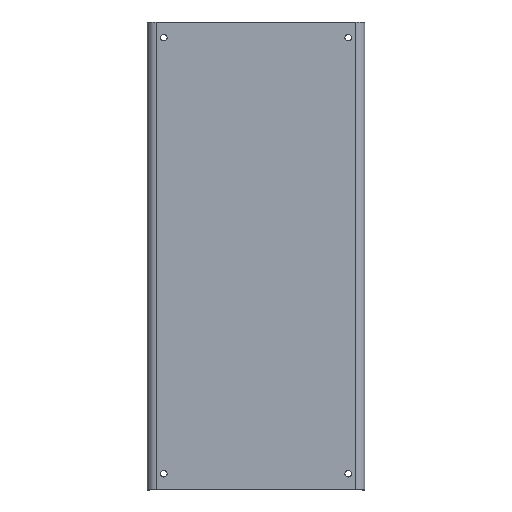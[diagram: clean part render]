
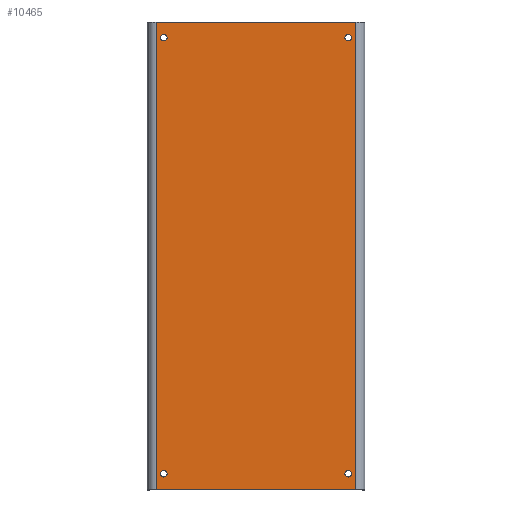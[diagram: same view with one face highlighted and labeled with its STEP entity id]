
A CAD part, top view. The second image highlights one B-rep face of the part: STEP entity #10465.
In plain terms, the highlighted planar face has unit normal (0, 0, 1).
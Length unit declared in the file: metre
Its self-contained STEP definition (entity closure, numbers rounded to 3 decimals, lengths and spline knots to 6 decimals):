
#13=CIRCLE('',#11004,0.002);
#15=CIRCLE('',#11007,0.002);
#17=CIRCLE('',#11010,0.002);
#19=CIRCLE('',#11013,0.002);
#828=ORIENTED_EDGE('',*,*,#3929,.F.);
#829=ORIENTED_EDGE('',*,*,#3931,.F.);
#830=ORIENTED_EDGE('',*,*,#3933,.F.);
#831=ORIENTED_EDGE('',*,*,#3935,.F.);
#832=ORIENTED_EDGE('',*,*,#3942,.F.);
#833=ORIENTED_EDGE('',*,*,#3925,.F.);
#834=ORIENTED_EDGE('',*,*,#3943,.T.);
#835=ORIENTED_EDGE('',*,*,#3936,.T.);
#3925=EDGE_CURVE('',#5484,#5486,#6525,.T.);
#3929=EDGE_CURVE('',#5489,#5489,#13,.T.);
#3931=EDGE_CURVE('',#5491,#5491,#15,.T.);
#3933=EDGE_CURVE('',#5493,#5493,#17,.T.);
#3935=EDGE_CURVE('',#5495,#5495,#19,.T.);
#3936=EDGE_CURVE('',#5496,#5497,#6528,.T.);
#3942=EDGE_CURVE('',#5486,#5497,#6534,.T.);
#3943=EDGE_CURVE('',#5484,#5496,#6535,.T.);
#5484=VERTEX_POINT('',#15212);
#5486=VERTEX_POINT('',#15215);
#5489=VERTEX_POINT('',#15223);
#5491=VERTEX_POINT('',#15228);
#5493=VERTEX_POINT('',#15233);
#5495=VERTEX_POINT('',#15238);
#5496=VERTEX_POINT('',#15241);
#5497=VERTEX_POINT('',#15242);
#6525=LINE('',#15214,#7557);
#6528=LINE('',#15240,#7560);
#6534=LINE('',#15252,#7566);
#6535=LINE('',#15253,#7567);
#7557=VECTOR('',#12064,1.);
#7560=VECTOR('',#12093,1.);
#7566=VECTOR('',#12103,1.);
#7567=VECTOR('',#12104,1.);
#8603=EDGE_LOOP('',(#828));
#8604=EDGE_LOOP('',(#829));
#8605=EDGE_LOOP('',(#830));
#8606=EDGE_LOOP('',(#831));
#8607=EDGE_LOOP('',(#832,#833,#834,#835));
#9405=FACE_BOUND('',#8603,.T.);
#9406=FACE_BOUND('',#8604,.T.);
#9407=FACE_BOUND('',#8605,.T.);
#9408=FACE_BOUND('',#8606,.T.);
#9409=FACE_BOUND('',#8607,.T.);
#10195=PLANE('',#11016);
#10465=ADVANCED_FACE('',(#9405,#9406,#9407,#9408,#9409),#10195,.T.);
#11004=AXIS2_PLACEMENT_3D('',#15222,#12071,#12072);
#11007=AXIS2_PLACEMENT_3D('',#15227,#12077,#12078);
#11010=AXIS2_PLACEMENT_3D('',#15232,#12083,#12084);
#11013=AXIS2_PLACEMENT_3D('',#15237,#12089,#12090);
#11016=AXIS2_PLACEMENT_3D('',#15251,#12101,#12102);
#12064=DIRECTION('',(-1.,0.,0.));
#12071=DIRECTION('',(0.,0.,1.));
#12072=DIRECTION('',(0.,-1.,0.));
#12077=DIRECTION('',(0.,0.,1.));
#12078=DIRECTION('',(0.,-1.,0.));
#12083=DIRECTION('',(0.,0.,1.));
#12084=DIRECTION('',(0.,-1.,0.));
#12089=DIRECTION('',(0.,0.,1.));
#12090=DIRECTION('',(0.,-1.,0.));
#12093=DIRECTION('',(-1.,0.,0.));
#12101=DIRECTION('',(0.,0.,1.));
#12102=DIRECTION('',(1.,0.,0.));
#12103=DIRECTION('',(0.,1.,0.));
#12104=DIRECTION('',(0.,1.,0.));
#15212=CARTESIAN_POINT('',(0.024689,-0.15288,0.1015));
#15214=CARTESIAN_POINT('',(-0.036311,-0.15288,0.1015));
#15215=CARTESIAN_POINT('',(-0.097311,-0.15288,0.1015));
#15222=CARTESIAN_POINT('',(-0.092711,0.12352,0.1015));
#15223=CARTESIAN_POINT('',(-0.092711,0.12152,0.1015));
#15227=CARTESIAN_POINT('',(0.020089,0.12352,0.1015));
#15228=CARTESIAN_POINT('',(0.020089,0.12152,0.1015));
#15232=CARTESIAN_POINT('',(0.020089,-0.14328,0.1015));
#15233=CARTESIAN_POINT('',(0.020089,-0.14528,0.1015));
#15237=CARTESIAN_POINT('',(-0.092711,-0.14328,0.1015));
#15238=CARTESIAN_POINT('',(-0.092711,-0.14528,0.1015));
#15240=CARTESIAN_POINT('',(-0.036311,0.13312,0.1015));
#15241=CARTESIAN_POINT('',(0.024689,0.13312,0.1015));
#15242=CARTESIAN_POINT('',(-0.097311,0.13312,0.1015));
#15251=CARTESIAN_POINT('',(-0.036311,-0.00988,0.1015));
#15252=CARTESIAN_POINT('',(-0.097311,-0.00988,0.1015));
#15253=CARTESIAN_POINT('',(0.024689,-0.00988,0.1015));
